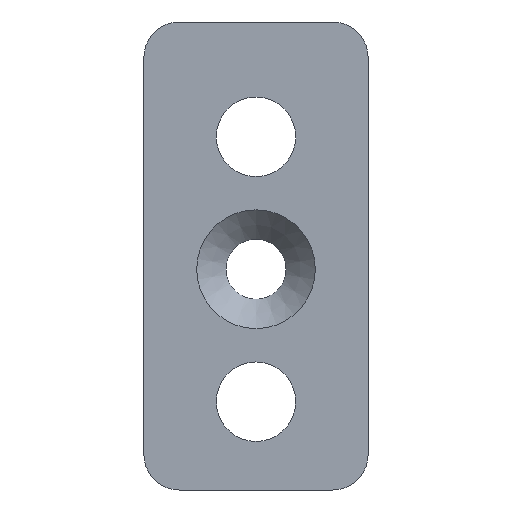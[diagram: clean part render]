
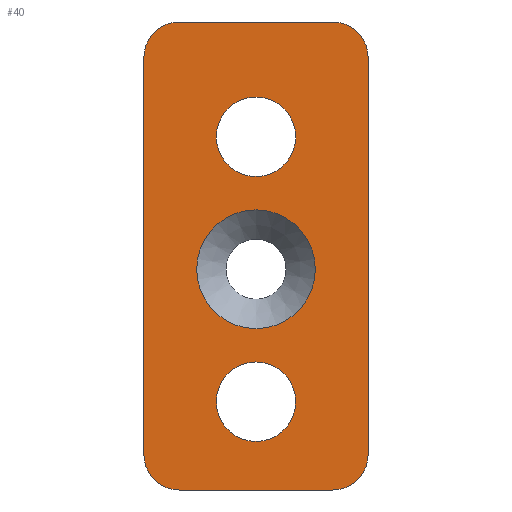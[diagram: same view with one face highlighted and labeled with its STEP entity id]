
A CAD part, front view. The second image highlights one B-rep face of the part: STEP entity #40.
In plain terms, the highlighted planar face has unit normal (0, -1, 0).
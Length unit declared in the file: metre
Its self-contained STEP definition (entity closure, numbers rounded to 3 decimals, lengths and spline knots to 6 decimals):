
#40 = ADVANCED_FACE( '', ( #89, #90, #91, #92 ), #93, .F. );
#89 = FACE_BOUND( '', #156, .T. );
#90 = FACE_BOUND( '', #157, .T. );
#91 = FACE_BOUND( '', #158, .T. );
#92 = FACE_OUTER_BOUND( '', #159, .T. );
#93 = PLANE( '', #160 );
#156 = EDGE_LOOP( '', ( #217 ) );
#157 = EDGE_LOOP( '', ( #218 ) );
#158 = EDGE_LOOP( '', ( #219 ) );
#159 = EDGE_LOOP( '', ( #220, #221, #222, #223, #224, #225, #226, #227 ) );
#160 = AXIS2_PLACEMENT_3D( '', #228, #229, #230 );
#217 = ORIENTED_EDGE( '', *, *, #347, .F. );
#218 = ORIENTED_EDGE( '', *, *, #348, .F. );
#219 = ORIENTED_EDGE( '', *, *, #349, .F. );
#220 = ORIENTED_EDGE( '', *, *, #350, .F. );
#221 = ORIENTED_EDGE( '', *, *, #351, .T. );
#222 = ORIENTED_EDGE( '', *, *, #352, .T. );
#223 = ORIENTED_EDGE( '', *, *, #353, .T. );
#224 = ORIENTED_EDGE( '', *, *, #354, .T. );
#225 = ORIENTED_EDGE( '', *, *, #355, .T. );
#226 = ORIENTED_EDGE( '', *, *, #356, .T. );
#227 = ORIENTED_EDGE( '', *, *, #357, .T. );
#228 = CARTESIAN_POINT( '', ( 0.03, -0.007, 0.0775 ) );
#229 = DIRECTION( '', ( 0., 1., 0. ) );
#230 = DIRECTION( '', ( -1., 0., 0. ) );
#347 = EDGE_CURVE( '', #396, #396, #397, .T. );
#348 = EDGE_CURVE( '', #398, #398, #399, .F. );
#349 = EDGE_CURVE( '', #400, #400, #401, .F. );
#350 = EDGE_CURVE( '', #402, #403, #404, .T. );
#351 = EDGE_CURVE( '', #402, #405, #406, .F. );
#352 = EDGE_CURVE( '', #405, #407, #408, .T. );
#353 = EDGE_CURVE( '', #407, #409, #410, .F. );
#354 = EDGE_CURVE( '', #409, #411, #412, .T. );
#355 = EDGE_CURVE( '', #411, #413, #414, .F. );
#356 = EDGE_CURVE( '', #413, #415, #416, .T. );
#357 = EDGE_CURVE( '', #415, #403, #417, .F. );
#396 = VERTEX_POINT( '', #470 );
#397 = CIRCLE( '', #471, 0.00336 );
#398 = VERTEX_POINT( '', #472 );
#399 = CIRCLE( '', #473, 0.00225 );
#400 = VERTEX_POINT( '', #474 );
#401 = CIRCLE( '', #475, 0.00225 );
#402 = VERTEX_POINT( '', #476 );
#403 = VERTEX_POINT( '', #477 );
#404 = LINE( '', #478, #479 );
#405 = VERTEX_POINT( '', #480 );
#406 = CIRCLE( '', #481, 0.002 );
#407 = VERTEX_POINT( '', #482 );
#408 = LINE( '', #483, #484 );
#409 = VERTEX_POINT( '', #485 );
#410 = CIRCLE( '', #486, 0.002 );
#411 = VERTEX_POINT( '', #487 );
#412 = LINE( '', #488, #489 );
#413 = VERTEX_POINT( '', #490 );
#414 = CIRCLE( '', #491, 0.002 );
#415 = VERTEX_POINT( '', #492 );
#416 = LINE( '', #493, #494 );
#417 = CIRCLE( '', #495, 0.002 );
#470 = CARTESIAN_POINT( '', ( 0.03, -0.007, 0.04664 ) );
#471 = AXIS2_PLACEMENT_3D( '', #559, #560, #561 );
#472 = CARTESIAN_POINT( '', ( 0.03, -0.007, 0.04475 ) );
#473 = AXIS2_PLACEMENT_3D( '', #562, #563, #564 );
#474 = CARTESIAN_POINT( '', ( 0.03, -0.007, 0.05975 ) );
#475 = AXIS2_PLACEMENT_3D( '', #565, #566, #567 );
#476 = CARTESIAN_POINT( '', ( 0.03635, -0.007, 0.062 ) );
#477 = CARTESIAN_POINT( '', ( 0.03635, -0.007, 0.0395 ) );
#478 = CARTESIAN_POINT( '', ( 0.03635, -0.007, 0.0775 ) );
#479 = VECTOR( '', #568, 1. );
#480 = CARTESIAN_POINT( '', ( 0.03435, -0.007, 0.064 ) );
#481 = AXIS2_PLACEMENT_3D( '', #569, #570, #571 );
#482 = CARTESIAN_POINT( '', ( 0.02565, -0.007, 0.064 ) );
#483 = CARTESIAN_POINT( '', ( 0.03, -0.007, 0.064 ) );
#484 = VECTOR( '', #572, 1. );
#485 = CARTESIAN_POINT( '', ( 0.02365, -0.007, 0.062 ) );
#486 = AXIS2_PLACEMENT_3D( '', #573, #574, #575 );
#487 = CARTESIAN_POINT( '', ( 0.02365, -0.007, 0.0395 ) );
#488 = CARTESIAN_POINT( '', ( 0.02365, -0.007, 0.0775 ) );
#489 = VECTOR( '', #576, 1. );
#490 = CARTESIAN_POINT( '', ( 0.02565, -0.007, 0.0375 ) );
#491 = AXIS2_PLACEMENT_3D( '', #577, #578, #579 );
#492 = CARTESIAN_POINT( '', ( 0.03435, -0.007, 0.0375 ) );
#493 = CARTESIAN_POINT( '', ( 0.03, -0.007, 0.0375 ) );
#494 = VECTOR( '', #580, 1. );
#495 = AXIS2_PLACEMENT_3D( '', #581, #582, #583 );
#559 = CARTESIAN_POINT( '', ( 0.03, -0.007, 0.05 ) );
#560 = DIRECTION( '', ( 0., -1., 0. ) );
#561 = DIRECTION( '', ( 0., 0., -1. ) );
#562 = CARTESIAN_POINT( '', ( 0.03, -0.007, 0.0425 ) );
#563 = DIRECTION( '', ( 0., 1., 0. ) );
#564 = DIRECTION( '', ( 0., 0., 1. ) );
#565 = CARTESIAN_POINT( '', ( 0.03, -0.007, 0.0575 ) );
#566 = DIRECTION( '', ( 0., 1., 0. ) );
#567 = DIRECTION( '', ( 0., 0., 1. ) );
#568 = DIRECTION( '', ( 0., 0., -1. ) );
#569 = CARTESIAN_POINT( '', ( 0.03435, -0.007, 0.062 ) );
#570 = DIRECTION( '', ( 0., 1., 0. ) );
#571 = DIRECTION( '', ( 0., 0., 1. ) );
#572 = DIRECTION( '', ( -1., 0., 0. ) );
#573 = CARTESIAN_POINT( '', ( 0.02565, -0.007, 0.062 ) );
#574 = DIRECTION( '', ( 0., 1., 0. ) );
#575 = DIRECTION( '', ( 0., 0., 1. ) );
#576 = DIRECTION( '', ( 0., 0., -1. ) );
#577 = CARTESIAN_POINT( '', ( 0.02565, -0.007, 0.0395 ) );
#578 = DIRECTION( '', ( 0., 1., 0. ) );
#579 = DIRECTION( '', ( 0., 0., 1. ) );
#580 = DIRECTION( '', ( 1., 0., 0. ) );
#581 = CARTESIAN_POINT( '', ( 0.03435, -0.007, 0.0395 ) );
#582 = DIRECTION( '', ( 0., 1., 0. ) );
#583 = DIRECTION( '', ( 0., 0., 1. ) );
